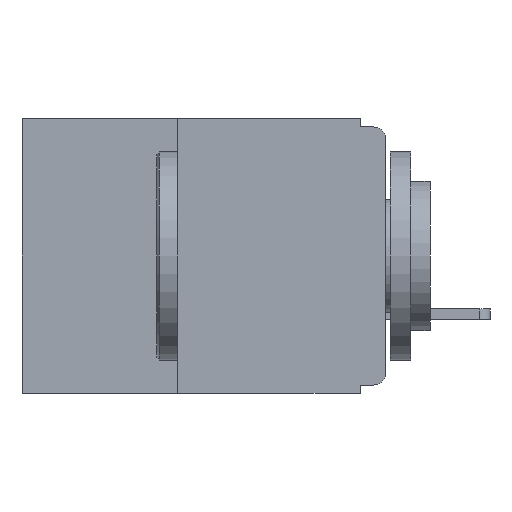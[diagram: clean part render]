
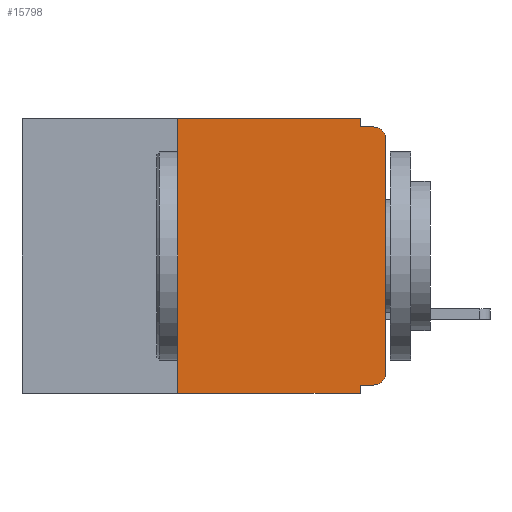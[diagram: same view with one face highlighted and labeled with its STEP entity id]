
A CAD part, left-side view. The second image highlights one B-rep face of the part: STEP entity #15798.
In plain terms, the highlighted planar face has unit normal (-1, 0, 0).
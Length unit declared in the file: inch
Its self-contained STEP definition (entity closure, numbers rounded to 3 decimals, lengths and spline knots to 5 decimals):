
#211 = VERTEX_POINT ( 'NONE', #17876 ) ;
#468 = VECTOR ( 'NONE', #25520, 39.37008 ) ;
#514 = LINE ( 'NONE', #2889, #25054 ) ;
#623 = ORIENTED_EDGE ( 'NONE', *, *, #28203, .T. ) ;
#1003 = EDGE_CURVE ( 'NONE', #8918, #5529, #9815, .T. ) ;
#1103 = CARTESIAN_POINT ( 'NONE',  ( 0., 0.015, -0.025 ) ) ;
#1505 = PLANE ( 'NONE',  #30638 ) ;
#1618 = VERTEX_POINT ( 'NONE', #2358 ) ;
#1655 = CIRCLE ( 'NONE', #3311, 0.015 ) ;
#1745 = DIRECTION ( 'NONE',  ( 0., 0., -1. ) ) ;
#2358 = CARTESIAN_POINT ( 'NONE',  ( 0., 0., -0.305 ) ) ;
#2889 = CARTESIAN_POINT ( 'NONE',  ( 0., 0., -0.01 ) ) ;
#3311 = AXIS2_PLACEMENT_3D ( 'NONE', #18679, #4424, #21144 ) ;
#3451 = DIRECTION ( 'NONE',  ( 0., 0., -1. ) ) ;
#3836 = DIRECTION ( 'NONE',  ( 0., 0., -1. ) ) ;
#3978 = DIRECTION ( 'NONE',  ( 0., 0., 1. ) ) ;
#4424 = DIRECTION ( 'NONE',  ( -1., 0., 0. ) ) ;
#4882 = CIRCLE ( 'NONE', #17463, 0.015 ) ;
#5283 = VERTEX_POINT ( 'NONE', #25337 ) ;
#5529 = VERTEX_POINT ( 'NONE', #13976 ) ;
#5983 = ORIENTED_EDGE ( 'NONE', *, *, #12032, .T. ) ;
#6784 = LINE ( 'NONE', #11012, #12383 ) ;
#6898 = LINE ( 'NONE', #10112, #18873 ) ;
#7721 = LINE ( 'NONE', #15497, #26008 ) ;
#7743 = VERTEX_POINT ( 'NONE', #10549 ) ;
#7821 = VERTEX_POINT ( 'NONE', #13238 ) ;
#8813 = CARTESIAN_POINT ( 'NONE',  ( 0., 0.437, 0. ) ) ;
#8902 = CARTESIAN_POINT ( 'NONE',  ( 0., 0.031, -0.32 ) ) ;
#8918 = VERTEX_POINT ( 'NONE', #8902 ) ;
#9423 = CARTESIAN_POINT ( 'NONE',  ( 0., 0.437, -0.33 ) ) ;
#9815 = LINE ( 'NONE', #26026, #21836 ) ;
#10112 = CARTESIAN_POINT ( 'NONE',  ( 0., 0., -0.32 ) ) ;
#10549 = CARTESIAN_POINT ( 'NONE',  ( 0., 0.25, -0.33 ) ) ;
#11012 = CARTESIAN_POINT ( 'NONE',  ( 0., 0., 0. ) ) ;
#11119 = CARTESIAN_POINT ( 'NONE',  ( 0., 0.031, 0. ) ) ;
#11716 = LINE ( 'NONE', #11119, #22990 ) ;
#12032 = EDGE_CURVE ( 'NONE', #7743, #5529, #24379, .T. ) ;
#12300 = VERTEX_POINT ( 'NONE', #20001 ) ;
#12383 = VECTOR ( 'NONE', #3978, 39.37008 ) ;
#12615 = EDGE_CURVE ( 'NONE', #12300, #1618, #1655, .T. ) ;
#12842 = EDGE_CURVE ( 'NONE', #25718, #5283, #514, .T. ) ;
#13238 = CARTESIAN_POINT ( 'NONE',  ( 0., 0., -0.025 ) ) ;
#13607 = EDGE_CURVE ( 'NONE', #7821, #5283, #4882, .T. ) ;
#13976 = CARTESIAN_POINT ( 'NONE',  ( 0., 0.031, -0.33 ) ) ;
#14567 = ORIENTED_EDGE ( 'NONE', *, *, #25827, .F. ) ;
#15187 = EDGE_CURVE ( 'NONE', #7743, #23454, #7721, .T. ) ;
#15497 = CARTESIAN_POINT ( 'NONE',  ( 0., 0.25, -0.33 ) ) ;
#15672 = CARTESIAN_POINT ( 'NONE',  ( 0., 0.437, 0. ) ) ;
#15798 = ADVANCED_FACE ( 'NONE', ( #23042 ), #1505, .F. ) ;
#16517 = DIRECTION ( 'NONE',  ( 0., -1., 0. ) ) ;
#17102 = DIRECTION ( 'NONE',  ( 0., -1., 0. ) ) ;
#17463 = AXIS2_PLACEMENT_3D ( 'NONE', #1103, #17689, #3451 ) ;
#17689 = DIRECTION ( 'NONE',  ( -1., 0., 0. ) ) ;
#17876 = CARTESIAN_POINT ( 'NONE',  ( 0., 0.031, 0. ) ) ;
#18086 = DIRECTION ( 'NONE',  ( 1., 0., 0. ) ) ;
#18679 = CARTESIAN_POINT ( 'NONE',  ( 0., 0.015, -0.305 ) ) ;
#18873 = VECTOR ( 'NONE', #22082, 39.37008 ) ;
#20001 = CARTESIAN_POINT ( 'NONE',  ( 0., 0.015, -0.32 ) ) ;
#20345 = DIRECTION ( 'NONE',  ( 0., 0., 1. ) ) ;
#20924 = ORIENTED_EDGE ( 'NONE', *, *, #26343, .F. ) ;
#21144 = DIRECTION ( 'NONE',  ( 0., 0., -1. ) ) ;
#21352 = ORIENTED_EDGE ( 'NONE', *, *, #1003, .F. ) ;
#21515 = ORIENTED_EDGE ( 'NONE', *, *, #13607, .T. ) ;
#21836 = VECTOR ( 'NONE', #28109, 39.37008 ) ;
#22082 = DIRECTION ( 'NONE',  ( 0., 1., 0. ) ) ;
#22484 = ORIENTED_EDGE ( 'NONE', *, *, #12615, .T. ) ;
#22990 = VECTOR ( 'NONE', #1745, 39.37008 ) ;
#23042 = FACE_OUTER_BOUND ( 'NONE', #25155, .T. ) ;
#23454 = VERTEX_POINT ( 'NONE', #24357 ) ;
#23730 = ORIENTED_EDGE ( 'NONE', *, *, #12842, .F. ) ;
#24357 = CARTESIAN_POINT ( 'NONE',  ( 0., 0.25, 0. ) ) ;
#24379 = LINE ( 'NONE', #9423, #30565 ) ;
#25054 = VECTOR ( 'NONE', #17102, 39.37008 ) ;
#25155 = EDGE_LOOP ( 'NONE', ( #623, #21515, #23730, #20924, #29367, #28297, #5983, #21352, #14567, #22484 ) ) ;
#25337 = CARTESIAN_POINT ( 'NONE',  ( 0., 0.015, -0.01 ) ) ;
#25520 = DIRECTION ( 'NONE',  ( 0., -1., 0. ) ) ;
#25718 = VERTEX_POINT ( 'NONE', #28631 ) ;
#25827 = EDGE_CURVE ( 'NONE', #12300, #8918, #6898, .T. ) ;
#26008 = VECTOR ( 'NONE', #20345, 39.37008 ) ;
#26026 = CARTESIAN_POINT ( 'NONE',  ( 0., 0.031, -0.33 ) ) ;
#26343 = EDGE_CURVE ( 'NONE', #211, #25718, #11716, .T. ) ;
#26489 = LINE ( 'NONE', #8813, #468 ) ;
#28109 = DIRECTION ( 'NONE',  ( 0., 0., -1. ) ) ;
#28203 = EDGE_CURVE ( 'NONE', #1618, #7821, #6784, .T. ) ;
#28297 = ORIENTED_EDGE ( 'NONE', *, *, #15187, .F. ) ;
#28631 = CARTESIAN_POINT ( 'NONE',  ( 0., 0.031, -0.01 ) ) ;
#29367 = ORIENTED_EDGE ( 'NONE', *, *, #29435, .F. ) ;
#29435 = EDGE_CURVE ( 'NONE', #23454, #211, #26489, .T. ) ;
#30565 = VECTOR ( 'NONE', #16517, 39.37008 ) ;
#30638 = AXIS2_PLACEMENT_3D ( 'NONE', #15672, #18086, #3836 ) ;
